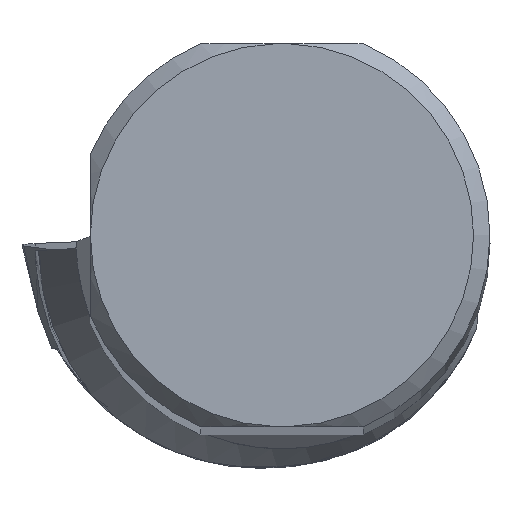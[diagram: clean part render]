
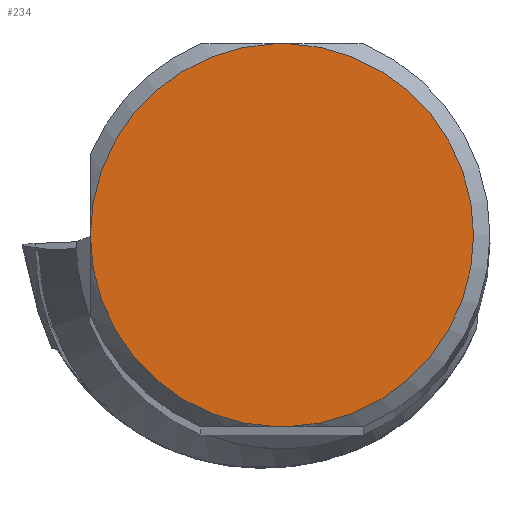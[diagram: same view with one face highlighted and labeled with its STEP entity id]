
A CAD part, top view. The second image highlights one B-rep face of the part: STEP entity #234.
In plain terms, the highlighted planar face has unit normal (0, 0, 1).
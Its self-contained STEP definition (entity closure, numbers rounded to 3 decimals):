
#181=FACE_OUTER_BOUND('',#492,.T.);
#234=ADVANCED_FACE('',(#181),#271,.T.);
#271=PLANE('',#1211);
#326=LINE('',#1856,#402);
#327=LINE('',#1858,#403);
#402=VECTOR('',#1412,1.);
#403=VECTOR('',#1413,1.);
#492=EDGE_LOOP('',(#650,#651,#652,#653));
#650=ORIENTED_EDGE('',*,*,#998,.F.);
#651=ORIENTED_EDGE('',*,*,#993,.T.);
#652=ORIENTED_EDGE('',*,*,#999,.F.);
#653=ORIENTED_EDGE('',*,*,#1000,.T.);
#877=VERTEX_POINT('',#1834);
#879=VERTEX_POINT('',#1841);
#880=VERTEX_POINT('',#1857);
#881=VERTEX_POINT('',#1859);
#993=EDGE_CURVE('',#877,#879,#1077,.T.);
#998=EDGE_CURVE('',#877,#880,#326,.T.);
#999=EDGE_CURVE('',#881,#879,#327,.T.);
#1000=EDGE_CURVE('',#881,#880,#1078,.T.);
#1077=CIRCLE('',#1206,5.843);
#1078=CIRCLE('',#1210,5.843);
#1206=AXIS2_PLACEMENT_3D('',#1842,#1402,#1403);
#1210=AXIS2_PLACEMENT_3D('',#1860,#1414,#1415);
#1211=AXIS2_PLACEMENT_3D('',#1861,#1416,#1417);
#1402=DIRECTION('',(0.,0.,1.));
#1403=DIRECTION('',(1.,0.,0.));
#1412=DIRECTION('',(-1.,0.,0.));
#1413=DIRECTION('',(1.,0.,0.));
#1414=DIRECTION('',(0.,0.,1.));
#1415=DIRECTION('',(1.,0.,0.));
#1416=DIRECTION('',(0.,0.,1.));
#1417=DIRECTION('',(1.,0.,0.));
#1834=CARTESIAN_POINT('',(0.171,-5.84,0.));
#1841=CARTESIAN_POINT('',(0.171,5.84,0.));
#1842=CARTESIAN_POINT('',(0.,0.,0.));
#1856=CARTESIAN_POINT('',(6.838,-5.84,0.));
#1857=CARTESIAN_POINT('',(-0.171,-5.84,0.));
#1858=CARTESIAN_POINT('',(-5.848,5.84,0.));
#1859=CARTESIAN_POINT('',(-0.171,5.84,0.));
#1860=CARTESIAN_POINT('',(0.,0.,0.));
#1861=CARTESIAN_POINT('',(0.,0.,
0.));
